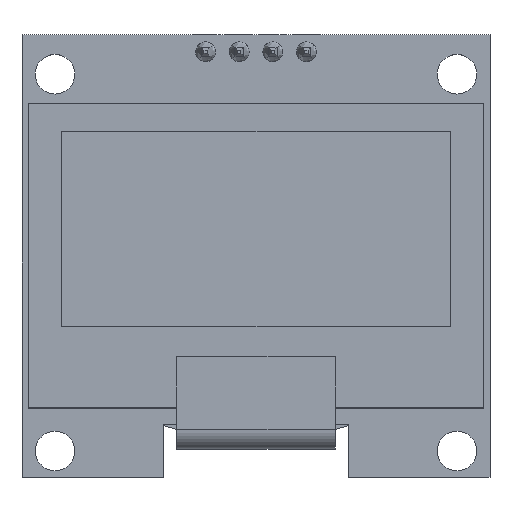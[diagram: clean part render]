
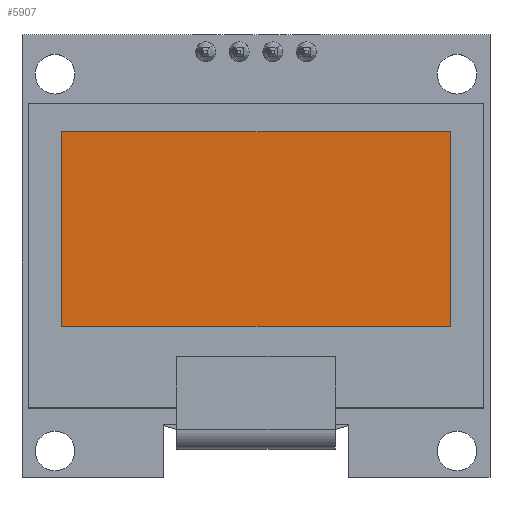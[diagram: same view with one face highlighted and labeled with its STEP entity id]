
A CAD part, top view. The second image highlights one B-rep face of the part: STEP entity #5907.
In plain terms, the highlighted planar face has unit normal (0, 0, 1).
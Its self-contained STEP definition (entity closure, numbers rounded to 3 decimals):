
#333=PLANE('',#6310);
#630=FACE_OUTER_BOUND('',#973,.T.);
#973=EDGE_LOOP('',(#4755,#4756,#4757,#4758));
#1463=LINE('',#8623,#2243);
#1466=LINE('',#8629,#2246);
#1469=LINE('',#8635,#2249);
#1472=LINE('',#8639,#2252);
#2243=VECTOR('',#7110,10.);
#2246=VECTOR('',#7115,10.);
#2249=VECTOR('',#7120,10.);
#2252=VECTOR('',#7125,10.);
#2947=VERTEX_POINT('',#8620);
#2948=VERTEX_POINT('',#8622);
#2950=VERTEX_POINT('',#8628);
#2952=VERTEX_POINT('',#8634);
#3597=EDGE_CURVE('',#2948,#2947,#1463,.T.);
#3600=EDGE_CURVE('',#2950,#2948,#1466,.T.);
#3603=EDGE_CURVE('',#2952,#2950,#1469,.T.);
#3606=EDGE_CURVE('',#2947,#2952,#1472,.T.);
#4755=ORIENTED_EDGE('',*,*,#3606,.T.);
#4756=ORIENTED_EDGE('',*,*,#3603,.T.);
#4757=ORIENTED_EDGE('',*,*,#3600,.T.);
#4758=ORIENTED_EDGE('',*,*,#3597,.T.);
#5907=ADVANCED_FACE('',(#630),#333,.T.);
#6310=AXIS2_PLACEMENT_3D('',#8640,#7126,#7127);
#7110=DIRECTION('',(0.,1.,0.));
#7115=DIRECTION('',(1.,0.,0.));
#7120=DIRECTION('',(0.,-1.,0.));
#7125=DIRECTION('',(-1.,0.,0.));
#7126=DIRECTION('center_axis',(0.,0.,1.));
#7127=DIRECTION('ref_axis',(1.,0.,0.));
#8620=CARTESIAN_POINT('',(32.41,24.209,2.));
#8622=CARTESIAN_POINT('',(32.41,9.509,2.));
#8623=CARTESIAN_POINT('',(32.41,24.209,2.));
#8628=CARTESIAN_POINT('',(2.99,9.509,2.));
#8629=CARTESIAN_POINT('',(32.41,9.509,2.));
#8634=CARTESIAN_POINT('',(2.99,24.209,2.));
#8635=CARTESIAN_POINT('',(2.99,9.509,2.));
#8639=CARTESIAN_POINT('',(2.99,24.209,2.));
#8640=CARTESIAN_POINT('Origin',(17.7,16.859,2.));
